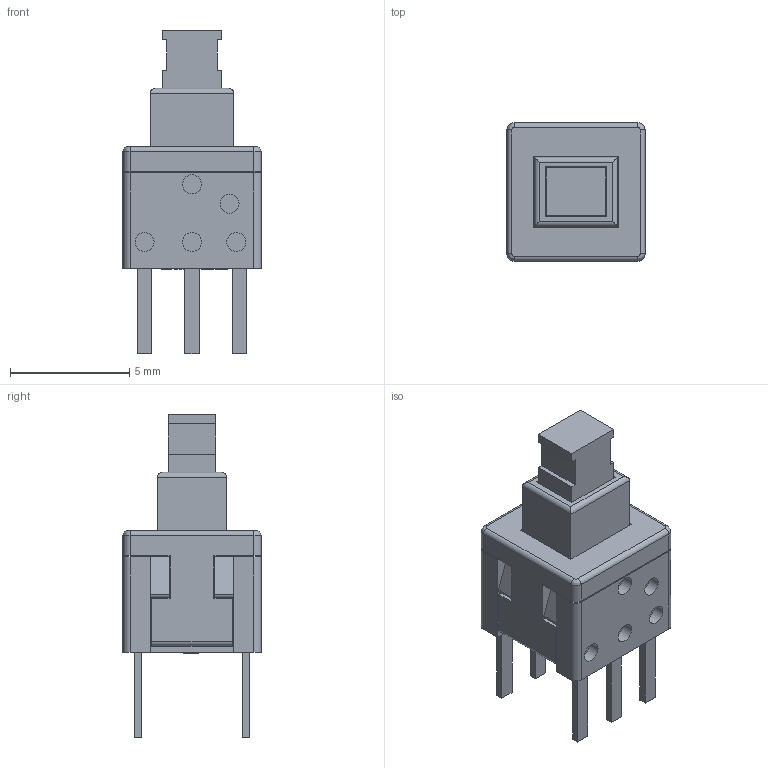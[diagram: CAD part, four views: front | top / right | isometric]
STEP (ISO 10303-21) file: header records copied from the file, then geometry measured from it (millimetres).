
FILE_DESCRIPTION((''),'2;1');
FILE_NAME('PRT0001','2021-04-25T20:43:45',('Administrator'),(''),'CREO PARAMETRIC BY PTC INC, 2016510','CREO PARAMETRIC BY PTC INC, 2016510','');
FILE_SCHEMA(('CONFIG_CONTROL_DESIGN','GEOMETRIC_VALIDATION_PROPERTIES_MIM'));
Length unit declared in the file: millimetre
Products named in the file (1): PRT0001
Bounding box: 5.8 x 5.8 x 13.6 mm (x, y, z)
Volume: 201.9 mm3; surface area: 429.3 mm2
Topology: 2 solids, 2 shells, 264 faces, 683 edges, 450 vertices
Faces by surface type: plane 218, cylinder 42, bspline 4
Entity records: 9957 total; most frequent: CARTESIAN_POINT 1495, ORIENTED_EDGE 1366, DIRECTION 1279, EDGE_CURVE 683, VECTOR 599, LINE 599, VERTEX_POINT 450, AXIS2_PLACEMENT_3D 340
